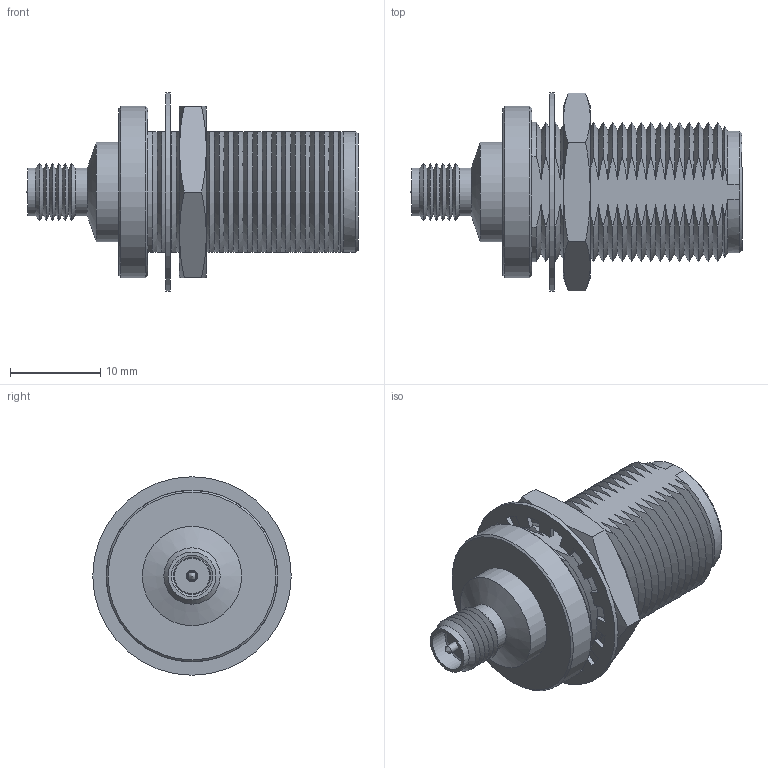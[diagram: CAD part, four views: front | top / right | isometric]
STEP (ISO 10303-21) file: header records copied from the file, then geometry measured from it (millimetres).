
FILE_DESCRIPTION (( 'STEP AP214' ), '1' );
FILE_NAME ('AXA-RSJNFB.STEP', '2018-01-05T17:13:00', ( '' ), ( '' ), 'SwSTEP 2.0', 'SolidWorks 2014', '' );
FILE_SCHEMA (( 'AUTOMOTIVE_DESIGN' ));
Length unit declared in the file: millimetre
Products named in the file (4): AXA-RSJNFB; AXA-RSJNFB-MA2; AXA-RSJNFB-MA1
Assembly tree (3 placements, depth 2):
  AXA-RSJNFB
    AXA-RSJNFB
    AXA-RSJNFB-MA1
    AXA-RSJNFB-MA2
Bounding box: 36.8 x 22 x 22 mm (x, y, z)
Volume: 4820 mm3; surface area: 4341.1 mm2
Topology: 3 solids, 3 shells, 252 faces, 661 edges, 422 vertices
Faces by surface type: cone 135, plane 69, cylinder 48
Full cylindrical faces by diameter (mm): 0.9 x1, 1.27 x1, 1.3 x1, 1.8 x1, 3 x1, 4.6 x1, 5.3 x2, 7 x1, 11 x1, 19 x1, 22 x1
Entity records: 8144 total; most frequent: CARTESIAN_POINT 2192, ORIENTED_EDGE 1230, DIRECTION 1158, EDGE_CURVE 615, AXIS2_PLACEMENT_3D 499, VERTEX_POINT 417, EDGE_LOOP 304, FACE_OUTER_BOUND 264
